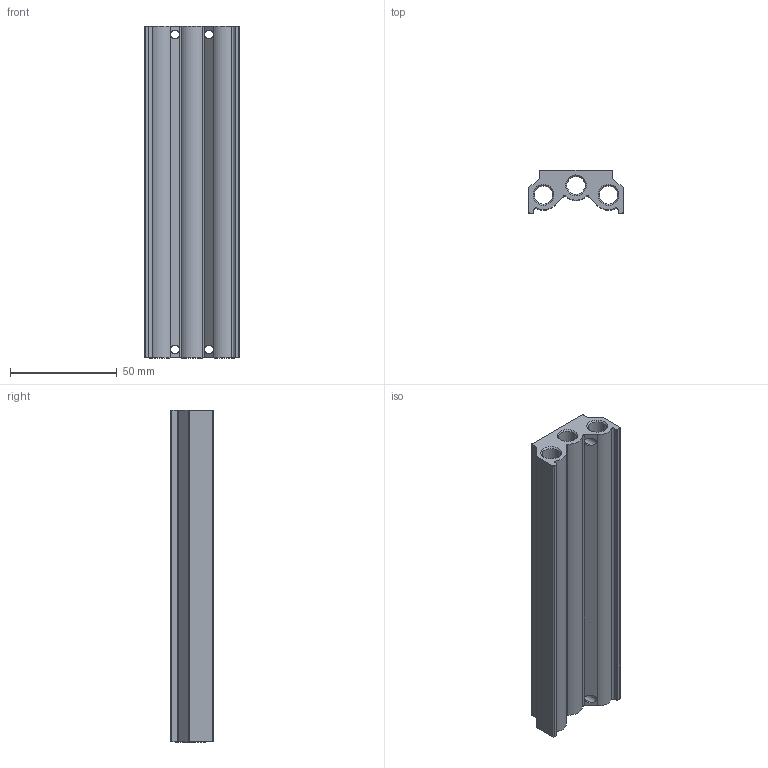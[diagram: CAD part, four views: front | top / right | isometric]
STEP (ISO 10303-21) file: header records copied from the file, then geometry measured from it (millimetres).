
FILE_DESCRIPTION (( 'STEP AP203' ), '1' );
FILE_NAME ('SV521-12F.STEP', '2022-08-02T08:21:45', ( '' ), ( '' ), 'SwSTEP 2.0', 'SolidWorks 2022', '' );
FILE_SCHEMA (( 'CONFIG_CONTROL_DESIGN' ));
Length unit declared in the file: millimetre
Products named in the file (1): SV521-12F
Bounding box: 44.5 x 20 x 155.5 mm (x, y, z)
Volume: 74285.7 mm3; surface area: 35250.2 mm2
Topology: 1 solids, 1 shells, 226 faces, 520 edges, 316 vertices
Faces by surface type: cone 108, cylinder 79, plane 39
Entity records: 6519 total; most frequent: DIRECTION 1232, CARTESIAN_POINT 1119, ORIENTED_EDGE 1040, EDGE_CURVE 520, AXIS2_PLACEMENT_3D 501, VERTEX_POINT 316, CIRCLE 274, EDGE_LOOP 260
